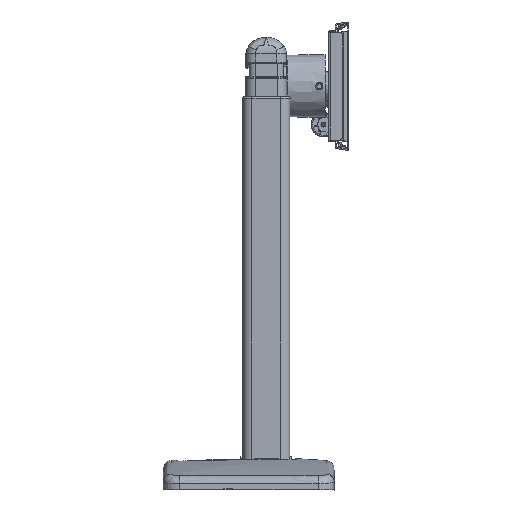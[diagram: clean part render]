
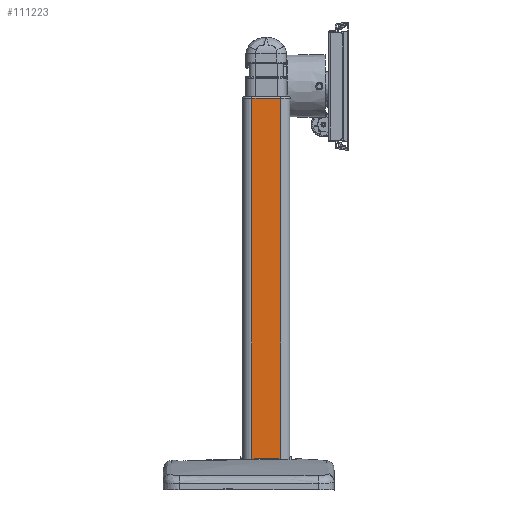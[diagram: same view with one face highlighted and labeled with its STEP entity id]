
A CAD part, left-side view. The second image highlights one B-rep face of the part: STEP entity #111223.
In plain terms, the highlighted planar face has unit normal (-1, 0, 0).
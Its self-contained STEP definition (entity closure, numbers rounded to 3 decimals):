
#19327 = CIRCLE ( 'NONE', #19861, 2.5 ) ;
#19377 = AXIS2_PLACEMENT_3D ( 'NONE', #42939, #42941, #42942 ) ;
#19442 = CIRCLE ( 'NONE', #19589, 2.5 ) ;
#19485 = CIRCLE ( 'NONE', #20096, 2.5 ) ;
#19542 = VECTOR ( 'NONE', #42751, 1000. ) ;
#19573 = CIRCLE ( 'NONE', #19377, 2.5 ) ;
#19589 = AXIS2_PLACEMENT_3D ( 'NONE', #42946, #42948, #42950 ) ;
#19628 = VECTOR ( 'NONE', #42955, 1000. ) ;
#19733 = VECTOR ( 'NONE', #42720, 1000. ) ;
#19861 = AXIS2_PLACEMENT_3D ( 'NONE', #42916, #42918, #42921 ) ;
#20002 = VECTOR ( 'NONE', #42909, 1000. ) ;
#20096 = AXIS2_PLACEMENT_3D ( 'NONE', #42928, #42931, #42934 ) ;
#42692 = CARTESIAN_POINT ( 'NONE',  ( -55.5, -38.868, 4.5 ) ) ;
#42698 = LINE ( 'NONE', #42692, #19733 ) ;
#42720 = DIRECTION ( 'NONE',  ( 0., 0., 1. ) ) ;
#42723 = CARTESIAN_POINT ( 'NONE',  ( -55.5, -3.868, 4.5 ) ) ;
#42733 = LINE ( 'NONE', #42723, #19542 ) ;
#42751 = DIRECTION ( 'NONE',  ( 0., -1., 0. ) ) ;
#42875 = CARTESIAN_POINT ( 'NONE',  ( -55.5, -3.868, 4.5 ) ) ;
#42888 = LINE ( 'NONE', #42875, #20002 ) ;
#42909 = DIRECTION ( 'NONE',  ( 0., 0., 1. ) ) ;
#42914 = LINE ( 'NONE', #42952, #19628 ) ;
#42916 = CARTESIAN_POINT ( 'NONE',  ( -55.5, -30.368, 34.5 ) ) ;
#42918 = DIRECTION ( 'NONE',  ( -1., 0., 0. ) ) ;
#42921 = DIRECTION ( 'NONE',  ( 0., -1., 0. ) ) ;
#42928 = CARTESIAN_POINT ( 'NONE',  ( -55.5, -12.368, 34.5 ) ) ;
#42931 = DIRECTION ( 'NONE',  ( -1., 0., 0. ) ) ;
#42934 = DIRECTION ( 'NONE',  ( 0., -1., 0. ) ) ;
#42939 = CARTESIAN_POINT ( 'NONE',  ( -55.5, -30.368, 9.5 ) ) ;
#42941 = DIRECTION ( 'NONE',  ( -1., 0., 0. ) ) ;
#42942 = DIRECTION ( 'NONE',  ( 0., -1., 0. ) ) ;
#42946 = CARTESIAN_POINT ( 'NONE',  ( -55.5, -12.368, 9.5 ) ) ;
#42948 = DIRECTION ( 'NONE',  ( -1., 0., 0. ) ) ;
#42950 = DIRECTION ( 'NONE',  ( 0., -1., 0. ) ) ;
#42952 = CARTESIAN_POINT ( 'NONE',  ( -55.5, -3.868, 479.5 ) ) ;
#42955 = DIRECTION ( 'NONE',  ( 0., -1., 0. ) ) ;
#63768 = ORIENTED_EDGE ( 'NONE', *, *, #109267, .F. ) ;
#63770 = ORIENTED_EDGE ( 'NONE', *, *, #109268, .F. ) ;
#63772 = ORIENTED_EDGE ( 'NONE', *, *, #109269, .F. ) ;
#63774 = ORIENTED_EDGE ( 'NONE', *, *, #109270, .F. ) ;
#63776 = ORIENTED_EDGE ( 'NONE', *, *, #109271, .F. ) ;
#63778 = ORIENTED_EDGE ( 'NONE', *, *, #109266, .F. ) ;
#63780 = ORIENTED_EDGE ( 'NONE', *, *, #109246, .T. ) ;
#63782 = ORIENTED_EDGE ( 'NONE', *, *, #109241, .T. ) ;
#68759 = VERTEX_POINT ( 'NONE', #68762 ) ;
#68761 = VERTEX_POINT ( 'NONE', #68764 ) ;
#68762 = CARTESIAN_POINT ( 'NONE',  ( -55.5, -32.868, 34.5 ) ) ;
#68763 = VERTEX_POINT ( 'NONE', #68766 ) ;
#68764 = CARTESIAN_POINT ( 'NONE',  ( -55.5, -14.868, 34.5 ) ) ;
#68765 = VERTEX_POINT ( 'NONE', #68768 ) ;
#68766 = CARTESIAN_POINT ( 'NONE',  ( -55.5, -32.868, 9.5 ) ) ;
#68768 = CARTESIAN_POINT ( 'NONE',  ( -55.5, -14.868, 9.5 ) ) ;
#69021 = VERTEX_POINT ( 'NONE', #122195 ) ;
#69061 = VERTEX_POINT ( 'NONE', #122276 ) ;
#69078 = VERTEX_POINT ( 'NONE', #122310 ) ;
#69089 = VERTEX_POINT ( 'NONE', #122332 ) ;
#71473 = AXIS2_PLACEMENT_3D ( 'NONE', #87005, #87007, #87009 ) ;
#86966 = FACE_OUTER_BOUND ( 'NONE', #91301, .T. ) ;
#86968 = FACE_BOUND ( 'NONE', #91284, .T. ) ;
#86970 = PLANE ( 'NONE',  #71473 ) ;
#86972 = FACE_BOUND ( 'NONE', #91294, .T. ) ;
#86976 = FACE_BOUND ( 'NONE', #91298, .T. ) ;
#86980 = FACE_BOUND ( 'NONE', #91299, .T. ) ;
#87005 = CARTESIAN_POINT ( 'NONE',  ( -55.5, -3.868, 4.5 ) ) ;
#87007 = DIRECTION ( 'NONE',  ( -1., 0., 0. ) ) ;
#87009 = DIRECTION ( 'NONE',  ( 0., -1., 0. ) ) ;
#91284 = EDGE_LOOP ( 'NONE', ( #63768 ) ) ;
#91294 = EDGE_LOOP ( 'NONE', ( #63770 ) ) ;
#91298 = EDGE_LOOP ( 'NONE', ( #63772 ) ) ;
#91299 = EDGE_LOOP ( 'NONE', ( #63774 ) ) ;
#91301 = EDGE_LOOP ( 'NONE', ( #63776, #63778, #63780, #63782 ) ) ;
#109241 = EDGE_CURVE ( 'NONE', #69061, #69021, #42698, .T. ) ;
#109246 = EDGE_CURVE ( 'NONE', #69078, #69061, #42733, .T. ) ;
#109266 = EDGE_CURVE ( 'NONE', #69078, #69089, #42888, .T. ) ;
#109267 = EDGE_CURVE ( 'NONE', #68759, #68759, #19327, .T. ) ;
#109268 = EDGE_CURVE ( 'NONE', #68761, #68761, #19485, .T. ) ;
#109269 = EDGE_CURVE ( 'NONE', #68763, #68763, #19573, .T. ) ;
#109270 = EDGE_CURVE ( 'NONE', #68765, #68765, #19442, .T. ) ;
#109271 = EDGE_CURVE ( 'NONE', #69089, #69021, #42914, .T. ) ;
#111223 = ADVANCED_FACE ( 'NONE', ( #86968, #86972, #86976, #86980, #86966 ), #86970, .T. ) ;
#122195 = CARTESIAN_POINT ( 'NONE',  ( -55.5, -38.868, 479.5 ) ) ;
#122276 = CARTESIAN_POINT ( 'NONE',  ( -55.5, -38.868, 4.5 ) ) ;
#122310 = CARTESIAN_POINT ( 'NONE',  ( -55.5, -3.868, 4.5 ) ) ;
#122332 = CARTESIAN_POINT ( 'NONE',  ( -55.5, -3.868, 479.5 ) ) ;
